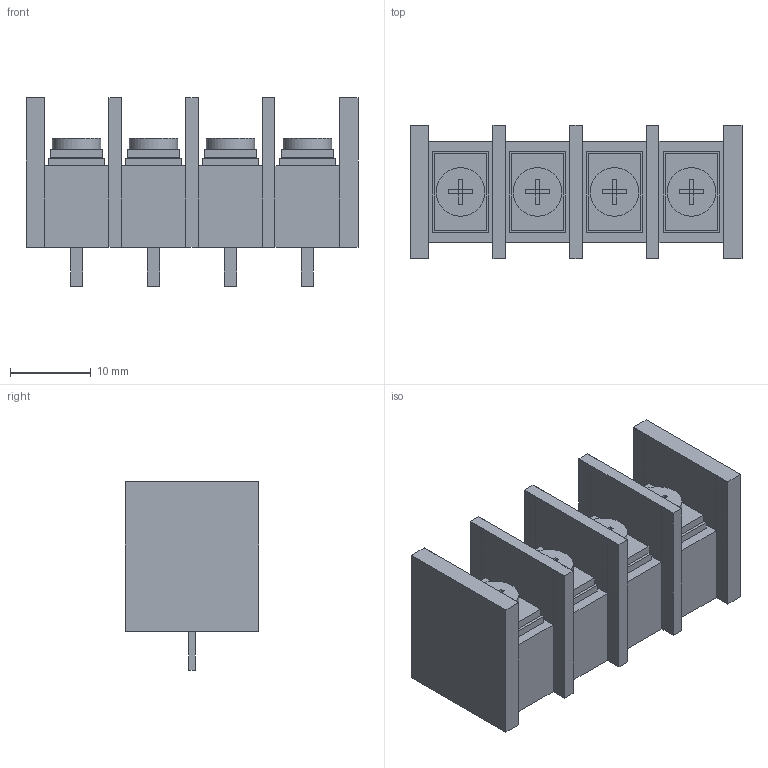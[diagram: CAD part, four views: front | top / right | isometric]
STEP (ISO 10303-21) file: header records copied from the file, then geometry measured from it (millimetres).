
FILE_DESCRIPTION(('FreeCAD Model'),'2;1');
FILE_NAME('Open CASCADE Shape Model','2024-03-20T07:59:55',(''),(''), 'Open CASCADE STEP processor 7.6','FreeCAD','Unknown');
FILE_SCHEMA(('AUTOMOTIVE_DESIGN { 1 0 10303 214 1 1 1 1 }'));
Length unit declared in the file: millimetre
Products named in the file (1): union004
Bounding box: 41 x 16.5 x 23.3 mm (x, y, z)
Volume: 7469 mm3; surface area: 4881.7 mm2
Topology: 1 solids, 1 shells, 214 faces, 516 edges, 328 vertices
Faces by surface type: plane 206, cylinder 8
Full cylindrical faces by diameter (mm): 6 x8
Entity records: 7576 total; most frequent: CARTESIAN_POINT 1059, ORIENTED_EDGE 1032, DIRECTION 962, EDGE_CURVE 516, LINE 500, VECTOR 500, VERTEX_POINT 328, FACE_BOUND 238
